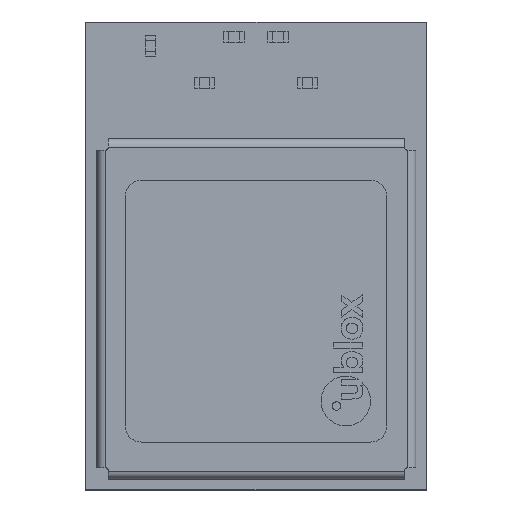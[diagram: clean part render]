
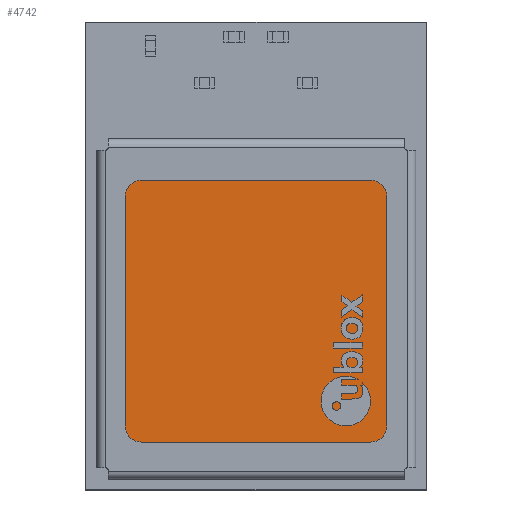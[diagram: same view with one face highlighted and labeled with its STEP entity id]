
A CAD part, top view. The second image highlights one B-rep face of the part: STEP entity #4742.
In plain terms, the highlighted planar face has unit normal (0, 0, 1).
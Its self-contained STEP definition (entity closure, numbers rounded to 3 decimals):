
#4586 = EDGE_CURVE('',#4587,#4589,#4591,.T.);
#4587 = VERTEX_POINT('',#4588);
#4588 = CARTESIAN_POINT('',(4.,-3.5,0.1));
#4589 = VERTEX_POINT('',#4590);
#4590 = CARTESIAN_POINT('',(4.,3.5,0.1));
#4591 = LINE('',#4592,#4593);
#4592 = CARTESIAN_POINT('',(4.,4.,0.1));
#4593 = VECTOR('',#4594,1.);
#4594 = DIRECTION('',(0.,1.,-0.));
#4637 = VERTEX_POINT('',#4638);
#4638 = CARTESIAN_POINT('',(-3.5,4.,0.1));
#4644 = EDGE_CURVE('',#4645,#4637,#4647,.T.);
#4645 = VERTEX_POINT('',#4646);
#4646 = CARTESIAN_POINT('',(3.5,4.,0.1));
#4647 = LINE('',#4648,#4649);
#4648 = CARTESIAN_POINT('',(-4.,4.,0.1));
#4649 = VECTOR('',#4650,1.);
#4650 = DIRECTION('',(-1.,-0.,-0.));
#4677 = VERTEX_POINT('',#4678);
#4678 = CARTESIAN_POINT('',(-4.,-3.5,0.1));
#4684 = EDGE_CURVE('',#4685,#4677,#4687,.T.);
#4685 = VERTEX_POINT('',#4686);
#4686 = CARTESIAN_POINT('',(-4.,3.5,0.1));
#4687 = LINE('',#4688,#4689);
#4688 = CARTESIAN_POINT('',(-4.,4.,0.1));
#4689 = VECTOR('',#4690,1.);
#4690 = DIRECTION('',(0.,-1.,0.));
#4706 = EDGE_CURVE('',#4707,#4709,#4711,.T.);
#4707 = VERTEX_POINT('',#4708);
#4708 = CARTESIAN_POINT('',(-3.5,-4.,0.1));
#4709 = VERTEX_POINT('',#4710);
#4710 = CARTESIAN_POINT('',(3.5,-4.,0.1));
#4711 = LINE('',#4712,#4713);
#4712 = CARTESIAN_POINT('',(-4.,-4.,0.1));
#4713 = VECTOR('',#4714,1.);
#4714 = DIRECTION('',(1.,0.,0.));
#4742 = ADVANCED_FACE('',(#4743),#4777,.T.);
#4743 = FACE_BOUND('',#4744,.T.);
#4744 = EDGE_LOOP('',(#4745,#4746,#4753,#4754,#4761,#4762,#4769,#4770));
#4745 = ORIENTED_EDGE('',*,*,#4684,.T.);
#4746 = ORIENTED_EDGE('',*,*,#4747,.T.);
#4747 = EDGE_CURVE('',#4677,#4707,#4748,.T.);
#4748 = CIRCLE('',#4749,0.5);
#4749 = AXIS2_PLACEMENT_3D('',#4750,#4751,#4752);
#4750 = CARTESIAN_POINT('',(-3.5,-3.5,0.1));
#4751 = DIRECTION('',(-0.,0.,1.));
#4752 = DIRECTION('',(1.,0.,0.));
#4753 = ORIENTED_EDGE('',*,*,#4706,.T.);
#4754 = ORIENTED_EDGE('',*,*,#4755,.T.);
#4755 = EDGE_CURVE('',#4709,#4587,#4756,.T.);
#4756 = CIRCLE('',#4757,0.5);
#4757 = AXIS2_PLACEMENT_3D('',#4758,#4759,#4760);
#4758 = CARTESIAN_POINT('',(3.5,-3.5,0.1));
#4759 = DIRECTION('',(-0.,0.,1.));
#4760 = DIRECTION('',(1.,0.,0.));
#4761 = ORIENTED_EDGE('',*,*,#4586,.T.);
#4762 = ORIENTED_EDGE('',*,*,#4763,.T.);
#4763 = EDGE_CURVE('',#4589,#4645,#4764,.T.);
#4764 = CIRCLE('',#4765,0.5);
#4765 = AXIS2_PLACEMENT_3D('',#4766,#4767,#4768);
#4766 = CARTESIAN_POINT('',(3.5,3.5,0.1));
#4767 = DIRECTION('',(-0.,0.,1.));
#4768 = DIRECTION('',(1.,0.,0.));
#4769 = ORIENTED_EDGE('',*,*,#4644,.T.);
#4770 = ORIENTED_EDGE('',*,*,#4771,.T.);
#4771 = EDGE_CURVE('',#4637,#4685,#4772,.T.);
#4772 = CIRCLE('',#4773,0.5);
#4773 = AXIS2_PLACEMENT_3D('',#4774,#4775,#4776);
#4774 = CARTESIAN_POINT('',(-3.5,3.5,0.1));
#4775 = DIRECTION('',(-0.,0.,1.));
#4776 = DIRECTION('',(1.,0.,0.));
#4777 = PLANE('',#4778);
#4778 = AXIS2_PLACEMENT_3D('',#4779,#4780,#4781);
#4779 = CARTESIAN_POINT('',(0.,0.,0.1));
#4780 = DIRECTION('',(-0.,0.,1.));
#4781 = DIRECTION('',(1.,0.,0.));
